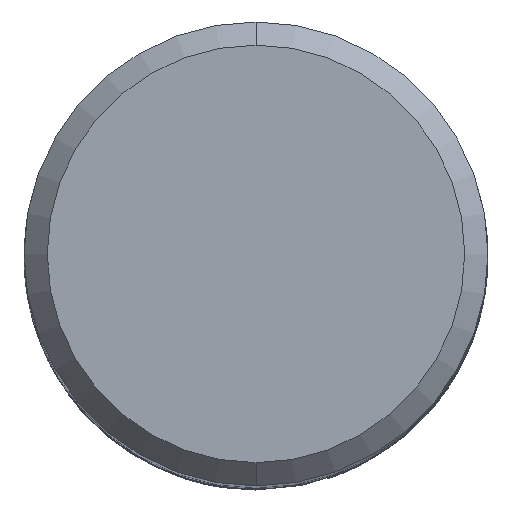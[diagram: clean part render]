
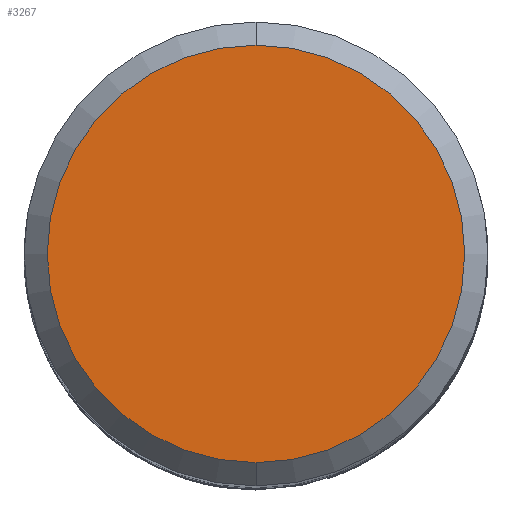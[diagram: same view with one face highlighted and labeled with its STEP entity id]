
A CAD part, top view. The second image highlights one B-rep face of the part: STEP entity #3267.
In plain terms, the highlighted planar face has unit normal (0, 0, 1).
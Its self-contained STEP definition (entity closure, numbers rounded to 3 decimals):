
#2181=VERTEX_POINT('',#5564);
#3267=ADVANCED_FACE('',(#6743),#6744,.T.);
#3661=VERTEX_POINT('',#7173);
#4085=EDGE_CURVE('',#2181,#3661,#7625,.T.);
#4351=EDGE_CURVE('',#3661,#2181,#7919,.T.);
#5564=CARTESIAN_POINT('',(0.0,9.0,0.0));
#6743=FACE_OUTER_BOUND('',#27732,.T.);
#6744=PLANE('',#27733);
#7173=CARTESIAN_POINT('',(0.,-9.0,0.0));
#7625=CIRCLE('',#37732,9.0);
#7919=CIRCLE('',#41496,9.0);
#27732=EDGE_LOOP('',(#51782,#51783));
#27733=AXIS2_PLACEMENT_3D('',#51784,#51785,#51786);
#37732=AXIS2_PLACEMENT_3D('',#52651,#52652,#52653);
#41496=AXIS2_PLACEMENT_3D('',#53083,#53084,#53085);
#51782=ORIENTED_EDGE('',*,*,#4085,.F.);
#51783=ORIENTED_EDGE('',*,*,#4351,.F.);
#51784=CARTESIAN_POINT('',(0.0,4.5,0.0));
#51785=DIRECTION('',(-0.0,0.0,1.0));
#51786=DIRECTION('',(0.0,-1.0,0.0));
#52651=CARTESIAN_POINT('',(0.0,0.0,0.0));
#52652=DIRECTION('',(0.0,0.0,-1.0));
#52653=DIRECTION('',(0.0,1.0,0.0));
#53083=CARTESIAN_POINT('',(0.0,0.0,0.0));
#53084=DIRECTION('',(0.0,0.0,-1.0));
#53085=DIRECTION('',(0.0,1.0,0.0));
